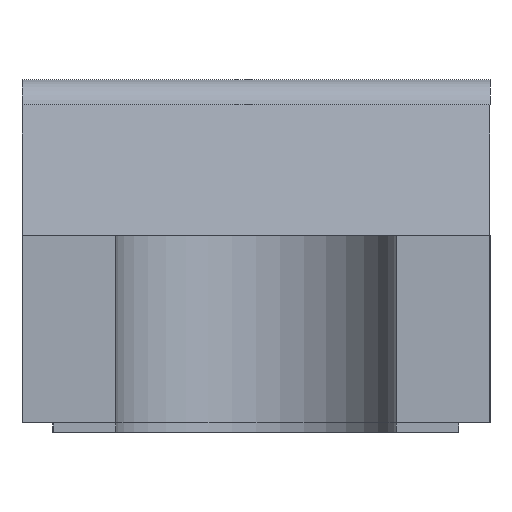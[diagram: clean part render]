
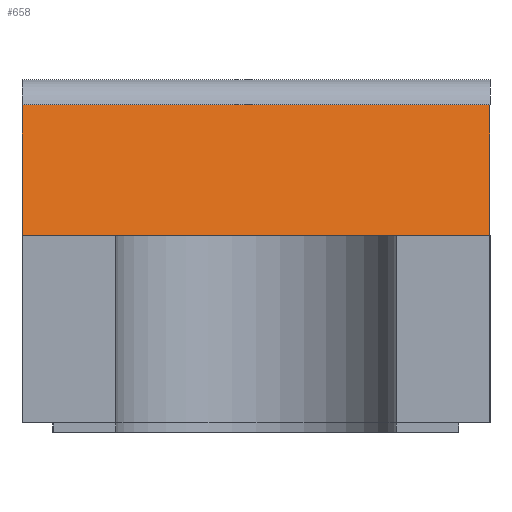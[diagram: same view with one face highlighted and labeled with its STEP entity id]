
A CAD part, front view. The second image highlights one B-rep face of the part: STEP entity #658.
In plain terms, the highlighted planar face has unit normal (0, -0.981, 0.196).
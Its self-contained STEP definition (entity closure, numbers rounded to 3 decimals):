
#60=FACE_OUTER_BOUND('',#100,.T.);
#100=EDGE_LOOP('',(#516,#517,#518,#519));
#152=LINE('',#1009,#230);
#157=LINE('',#1022,#235);
#161=LINE('',#1033,#239);
#162=LINE('',#1034,#240);
#230=VECTOR('',#822,10.);
#235=VECTOR('',#833,10.);
#239=VECTOR('',#845,10.);
#240=VECTOR('',#846,10.);
#301=VERTEX_POINT('',#1006);
#302=VERTEX_POINT('',#1008);
#307=VERTEX_POINT('',#1020);
#310=VERTEX_POINT('',#1032);
#373=EDGE_CURVE('',#301,#302,#152,.T.);
#380=EDGE_CURVE('',#301,#307,#157,.T.);
#385=EDGE_CURVE('',#310,#307,#161,.T.);
#386=EDGE_CURVE('',#310,#302,#162,.T.);
#516=ORIENTED_EDGE('',*,*,#373,.F.);
#517=ORIENTED_EDGE('',*,*,#380,.T.);
#518=ORIENTED_EDGE('',*,*,#385,.F.);
#519=ORIENTED_EDGE('',*,*,#386,.T.);
#621=PLANE('',#722);
#658=ADVANCED_FACE('',(#60),#621,.T.);
#722=AXIS2_PLACEMENT_3D('',#1031,#843,#844);
#822=DIRECTION('',(1.,0.,0.));
#833=DIRECTION('',(0.,-0.196,-0.981));
#843=DIRECTION('center_axis',(0.,-0.981,0.196));
#844=DIRECTION('ref_axis',(0.,-0.196,-0.981));
#845=DIRECTION('',(-1.,0.,0.));
#846=DIRECTION('',(0.,0.196,0.981));
#1006=CARTESIAN_POINT('',(0.,0.684,1.02));
#1008=CARTESIAN_POINT('',(1.5,0.684,1.02));
#1009=CARTESIAN_POINT('',(0.563,0.684,1.02));
#1020=CARTESIAN_POINT('',(0.,0.6,0.6));
#1022=CARTESIAN_POINT('',(0.,0.663,0.917));
#1031=CARTESIAN_POINT('Origin',(0.375,0.65,0.85));
#1032=CARTESIAN_POINT('',(1.5,0.6,0.6));
#1033=CARTESIAN_POINT('',(0.375,0.6,0.6));
#1034=CARTESIAN_POINT('',(1.5,0.625,0.725));
